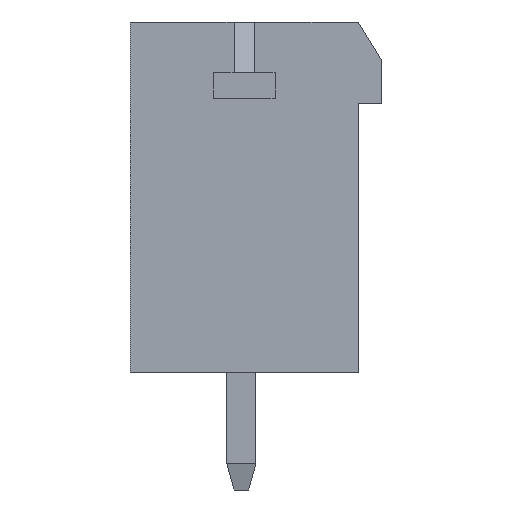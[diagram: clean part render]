
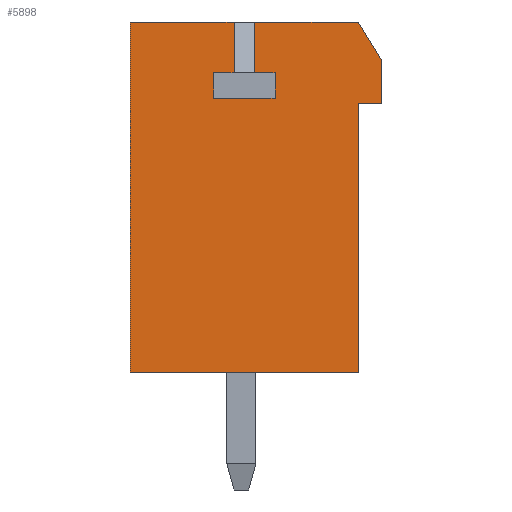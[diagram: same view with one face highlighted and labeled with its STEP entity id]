
A CAD part, left-side view. The second image highlights one B-rep face of the part: STEP entity #5898.
In plain terms, the highlighted planar face has unit normal (-1, 0, 0).
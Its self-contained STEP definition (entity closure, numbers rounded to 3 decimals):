
#138=ORIENTED_EDGE('',*,*,#1868,.T.);
#139=ORIENTED_EDGE('',*,*,#1869,.T.);
#140=ORIENTED_EDGE('',*,*,#1870,.T.);
#141=ORIENTED_EDGE('',*,*,#1871,.T.);
#142=ORIENTED_EDGE('',*,*,#1872,.T.);
#143=ORIENTED_EDGE('',*,*,#1873,.T.);
#144=ORIENTED_EDGE('',*,*,#1874,.T.);
#145=ORIENTED_EDGE('',*,*,#1875,.T.);
#146=ORIENTED_EDGE('',*,*,#1876,.T.);
#147=ORIENTED_EDGE('',*,*,#1877,.T.);
#148=ORIENTED_EDGE('',*,*,#1878,.T.);
#149=ORIENTED_EDGE('',*,*,#1879,.T.);
#150=ORIENTED_EDGE('',*,*,#1880,.T.);
#151=ORIENTED_EDGE('',*,*,#1881,.T.);
#152=ORIENTED_EDGE('',*,*,#1882,.T.);
#1868=EDGE_CURVE('',#2733,#2734,#3307,.T.);
#1869=EDGE_CURVE('',#2734,#2735,#3308,.T.);
#1870=EDGE_CURVE('',#2735,#2736,#3309,.T.);
#1871=EDGE_CURVE('',#2736,#2737,#3310,.T.);
#1872=EDGE_CURVE('',#2737,#2738,#3311,.T.);
#1873=EDGE_CURVE('',#2738,#2739,#3312,.T.);
#1874=EDGE_CURVE('',#2739,#2740,#3313,.T.);
#1875=EDGE_CURVE('',#2740,#2741,#3314,.T.);
#1876=EDGE_CURVE('',#2741,#2742,#3315,.T.);
#1877=EDGE_CURVE('',#2742,#2743,#3316,.T.);
#1878=EDGE_CURVE('',#2743,#2744,#3317,.T.);
#1879=EDGE_CURVE('',#2744,#2745,#3318,.T.);
#1880=EDGE_CURVE('',#2745,#2746,#3319,.T.);
#1881=EDGE_CURVE('',#2746,#2747,#3320,.T.);
#1882=EDGE_CURVE('',#2747,#2733,#3321,.T.);
#2733=VERTEX_POINT('',#8178);
#2734=VERTEX_POINT('',#8179);
#2735=VERTEX_POINT('',#8181);
#2736=VERTEX_POINT('',#8183);
#2737=VERTEX_POINT('',#8185);
#2738=VERTEX_POINT('',#8187);
#2739=VERTEX_POINT('',#8189);
#2740=VERTEX_POINT('',#8191);
#2741=VERTEX_POINT('',#8193);
#2742=VERTEX_POINT('',#8195);
#2743=VERTEX_POINT('',#8197);
#2744=VERTEX_POINT('',#8199);
#2745=VERTEX_POINT('',#8201);
#2746=VERTEX_POINT('',#8203);
#2747=VERTEX_POINT('',#8205);
#3307=LINE('',#8177,#4116);
#3308=LINE('',#8180,#4117);
#3309=LINE('',#8182,#4118);
#3310=LINE('',#8184,#4119);
#3311=LINE('',#8186,#4120);
#3312=LINE('',#8188,#4121);
#3313=LINE('',#8190,#4122);
#3314=LINE('',#8192,#4123);
#3315=LINE('',#8194,#4124);
#3316=LINE('',#8196,#4125);
#3317=LINE('',#8198,#4126);
#3318=LINE('',#8200,#4127);
#3319=LINE('',#8202,#4128);
#3320=LINE('',#8204,#4129);
#3321=LINE('',#8206,#4130);
#4116=VECTOR('',#6616,1000.);
#4117=VECTOR('',#6617,1000.);
#4118=VECTOR('',#6618,1000.);
#4119=VECTOR('',#6619,1000.);
#4120=VECTOR('',#6620,1000.);
#4121=VECTOR('',#6621,1000.);
#4122=VECTOR('',#6622,1000.);
#4123=VECTOR('',#6623,1000.);
#4124=VECTOR('',#6624,1000.);
#4125=VECTOR('',#6625,1000.);
#4126=VECTOR('',#6626,1000.);
#4127=VECTOR('',#6627,1000.);
#4128=VECTOR('',#6628,1000.);
#4129=VECTOR('',#6629,1000.);
#4130=VECTOR('',#6630,1000.);
#4925=EDGE_LOOP('',(#138,#139,#140,#141,#142,#143,#144,#145,#146,#147,#148,
#149,#150,#151,#152));
#5268=FACE_BOUND('',#4925,.T.);
#5611=PLANE('',#6236);
#5898=ADVANCED_FACE('',(#5268),#5611,.T.);
#6236=AXIS2_PLACEMENT_3D('',#8176,#6614,#6615);
#6614=DIRECTION('',(-1.,0.,0.));
#6615=DIRECTION('',(0.,0.,1.));
#6616=DIRECTION('',(0.,1.,0.));
#6617=DIRECTION('',(0.,0.,-1.));
#6618=DIRECTION('',(0.,-1.,0.));
#6619=DIRECTION('',(0.,0.,-1.));
#6620=DIRECTION('',(0.,1.,0.));
#6621=DIRECTION('',(0.,0.,1.));
#6622=DIRECTION('',(0.,-1.,0.));
#6623=DIRECTION('',(0.,0.,1.));
#6624=DIRECTION('',(0.,1.,0.));
#6625=DIRECTION('',(0.,0.,-1.));
#6626=DIRECTION('',(0.,-1.,0.));
#6627=DIRECTION('',(0.,0.,1.));
#6628=DIRECTION('',(0.,-1.,0.));
#6629=DIRECTION('',(0.,0.,1.));
#6630=DIRECTION('',(0.,0.524,0.852));
#8176=CARTESIAN_POINT('',(-21.32,0.,0.));
#8177=CARTESIAN_POINT('',(-21.32,-3.9,6.));
#8178=CARTESIAN_POINT('',(-21.32,-3.9,6.));
#8179=CARTESIAN_POINT('',(-21.32,-0.35,6.));
#8180=CARTESIAN_POINT('',(-21.32,-0.35,6.));
#8181=CARTESIAN_POINT('',(-21.32,-0.35,4.26));
#8182=CARTESIAN_POINT('',(-21.32,-0.35,4.26));
#8183=CARTESIAN_POINT('',(-21.32,-1.051,4.26));
#8184=CARTESIAN_POINT('',(-21.32,-1.051,4.26));
#8185=CARTESIAN_POINT('',(-21.32,-1.051,3.4));
#8186=CARTESIAN_POINT('',(-21.32,-1.051,3.4));
#8187=CARTESIAN_POINT('',(-21.32,1.051,3.4));
#8188=CARTESIAN_POINT('',(-21.32,1.051,3.4));
#8189=CARTESIAN_POINT('',(-21.32,1.051,4.26));
#8190=CARTESIAN_POINT('',(-21.32,1.051,4.26));
#8191=CARTESIAN_POINT('',(-21.32,0.35,4.26));
#8192=CARTESIAN_POINT('',(-21.32,0.35,4.26));
#8193=CARTESIAN_POINT('',(-21.32,0.35,6.));
#8194=CARTESIAN_POINT('',(-21.32,-3.9,6.));
#8195=CARTESIAN_POINT('',(-21.32,3.9,6.));
#8196=CARTESIAN_POINT('',(-21.32,3.9,6.));
#8197=CARTESIAN_POINT('',(-21.32,3.9,-6.));
#8198=CARTESIAN_POINT('',(-21.32,3.9,-6.));
#8199=CARTESIAN_POINT('',(-21.32,-3.9,-6.));
#8200=CARTESIAN_POINT('',(-21.32,-3.9,-6.));
#8201=CARTESIAN_POINT('',(-21.32,-3.9,3.2));
#8202=CARTESIAN_POINT('',(-21.32,-3.9,3.2));
#8203=CARTESIAN_POINT('',(-21.32,-4.7,3.2));
#8204=CARTESIAN_POINT('',(-21.32,-4.7,3.2));
#8205=CARTESIAN_POINT('',(-21.32,-4.7,4.7));
#8206=CARTESIAN_POINT('',(-21.32,-4.7,4.7));
